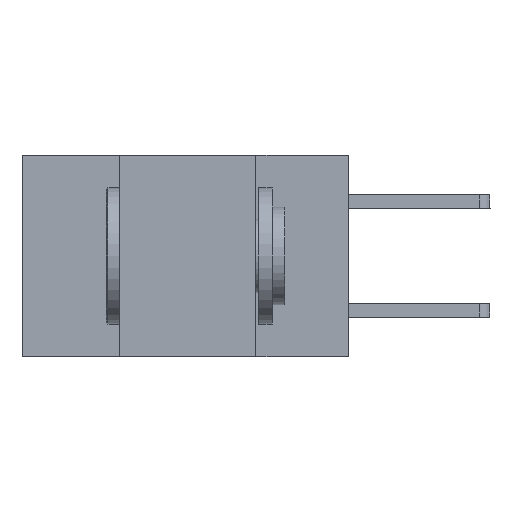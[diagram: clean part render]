
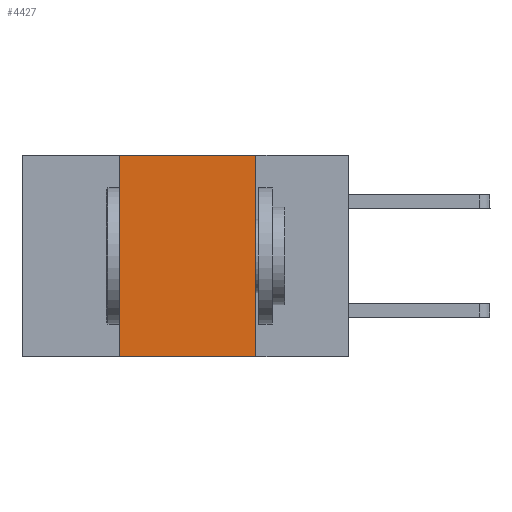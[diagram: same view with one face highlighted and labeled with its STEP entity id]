
A CAD part, left-side view. The second image highlights one B-rep face of the part: STEP entity #4427.
In plain terms, the highlighted planar face has unit normal (-1, 0, 0).
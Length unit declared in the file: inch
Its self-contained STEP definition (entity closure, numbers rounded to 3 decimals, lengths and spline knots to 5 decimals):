
#243 = CARTESIAN_POINT ( 'NONE',  ( 0., 0.42, -0.37 ) ) ;
#449 = PLANE ( 'NONE',  #6307 ) ;
#493 = CARTESIAN_POINT ( 'NONE',  ( 0., 0.42, 0. ) ) ;
#630 = CARTESIAN_POINT ( 'NONE',  ( 0., 0.6, 0. ) ) ;
#731 = VERTEX_POINT ( 'NONE', #493 ) ;
#2328 = ORIENTED_EDGE ( 'NONE', *, *, #2569, .F. ) ;
#2372 = CARTESIAN_POINT ( 'NONE',  ( 0., 0.17, 0. ) ) ;
#2569 = EDGE_CURVE ( 'NONE', #731, #6000, #6748, .T. ) ;
#3069 = DIRECTION ( 'NONE',  ( 0., 0., 1. ) ) ;
#3327 = ORIENTED_EDGE ( 'NONE', *, *, #4310, .F. ) ;
#3336 = VECTOR ( 'NONE', #8698, 39.37008 ) ;
#3804 = CARTESIAN_POINT ( 'NONE',  ( 0., 0.17, -0.37 ) ) ;
#3810 = CARTESIAN_POINT ( 'NONE',  ( 0., 0.6, 0. ) ) ;
#3983 = DIRECTION ( 'NONE',  ( 0., 0., -1. ) ) ;
#4226 = VERTEX_POINT ( 'NONE', #3804 ) ;
#4260 = CARTESIAN_POINT ( 'NONE',  ( 0., 0.42, -0.37 ) ) ;
#4310 = EDGE_CURVE ( 'NONE', #6000, #4226, #6689, .T. ) ;
#4427 = ADVANCED_FACE ( 'NONE', ( #9093 ), #449, .F. ) ;
#4561 = LINE ( 'NONE', #8747, #3336 ) ;
#4815 = DIRECTION ( 'NONE',  ( 1., 0., 0. ) ) ;
#4915 = VECTOR ( 'NONE', #6610, 39.37008 ) ;
#4944 = VECTOR ( 'NONE', #6643, 39.37008 ) ;
#5109 = EDGE_CURVE ( 'NONE', #8681, #4226, #4561, .T. ) ;
#5484 = EDGE_LOOP ( 'NONE', ( #3327, #2328, #8573, #6201 ) ) ;
#6000 = VERTEX_POINT ( 'NONE', #2372 ) ;
#6201 = ORIENTED_EDGE ( 'NONE', *, *, #5109, .T. ) ;
#6307 = AXIS2_PLACEMENT_3D ( 'NONE', #630, #4815, #3983 ) ;
#6610 = DIRECTION ( 'NONE',  ( 0., -1., 0. ) ) ;
#6633 = LINE ( 'NONE', #243, #8785 ) ;
#6643 = DIRECTION ( 'NONE',  ( 0., 0., -1. ) ) ;
#6689 = LINE ( 'NONE', #8953, #4944 ) ;
#6748 = LINE ( 'NONE', #3810, #4915 ) ;
#8150 = EDGE_CURVE ( 'NONE', #8681, #731, #6633, .T. ) ;
#8573 = ORIENTED_EDGE ( 'NONE', *, *, #8150, .F. ) ;
#8681 = VERTEX_POINT ( 'NONE', #4260 ) ;
#8698 = DIRECTION ( 'NONE',  ( 0., -1., 0. ) ) ;
#8747 = CARTESIAN_POINT ( 'NONE',  ( 0., 0.6, -0.37 ) ) ;
#8785 = VECTOR ( 'NONE', #3069, 39.37008 ) ;
#8953 = CARTESIAN_POINT ( 'NONE',  ( 0., 0.17, -0.37 ) ) ;
#9093 = FACE_OUTER_BOUND ( 'NONE', #5484, .T. ) ;
